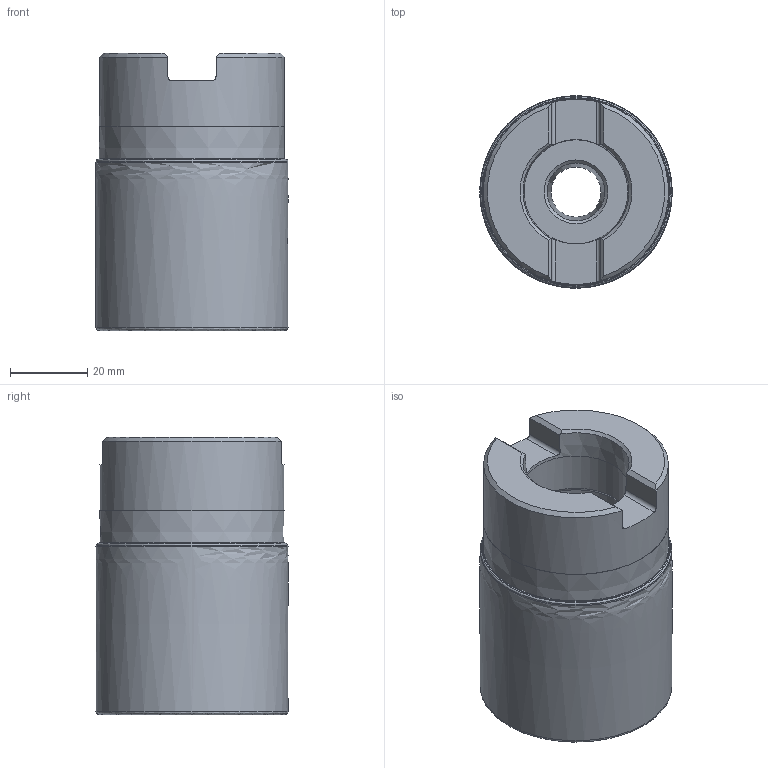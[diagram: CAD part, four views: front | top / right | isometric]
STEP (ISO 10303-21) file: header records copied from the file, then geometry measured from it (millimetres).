
FILE_DESCRIPTION(/* description */ (''),/* implementation_level */ '2;1');
FILE_NAME(/* name */ 'R220.69-0050-043-XO16.4A_Basic.stp',/* time_stamp */ '2021-05-05T05:54:48+05:00',/* author */ (''),/* organization */ (''),/* preprocessor_version */ 'ST-DEVELOPER v16.7',/* originating_system */ 'SIEMENS PLM Software NX 12.0',/* authorisation */ '');
FILE_SCHEMA (('AUTOMOTIVE_DESIGN { 1 0 10303 214 3 1 1 1 }'));
Length unit declared in the file: millimetre
Products named in the file (4): CUT; NOCUT; ASSEMBLY_CONSTRUCTION; inpu40045A68kpgp
Assembly tree (3 placements, depth 2):
  inpu40045A68kpgp
    ASSEMBLY_CONSTRUCTION
    NOCUT
    CUT
Bounding box: 49.87 x 49.88 x 72 mm (x, y, z)
Volume: 158487.1 mm3; surface area: 31402.3 mm2
Topology: 2 solids, 2 shells, 83 faces, 202 edges, 144 vertices
Faces by surface type: revolution 33, cone 16, plane 15, torus 10, cylinder 9
Full cylindrical faces by diameter (mm): 13 x1, 20 x1, 27.006 x1, 28 x1, 48 x1
Entity records: 2874 total; most frequent: CARTESIAN_POINT 996, DIRECTION 341, ORIENTED_EDGE 236, EDGE_LOOP 146, AXIS2_PLACEMENT_3D 144, FACE_BOUND 126, EDGE_CURVE 118, VERTEX_POINT 98
